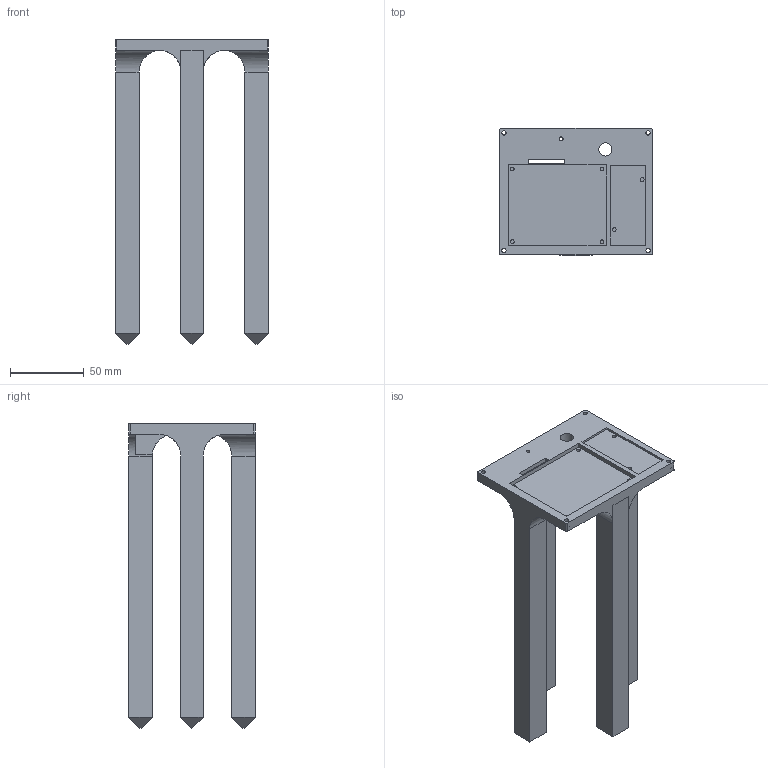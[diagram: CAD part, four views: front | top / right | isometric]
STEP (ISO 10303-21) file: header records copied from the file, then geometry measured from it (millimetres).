
FILE_DESCRIPTION(/* description */ (''),/* implementation_level */ '2;1');
FILE_NAME(/* name */ 'sensing_box_bottom.step',/* time_stamp */ '2026-02-27T00:31:50+09:00',/* author */ (''),/* organization */ (''),/* preprocessor_version */ 'ST-DEVELOPER v20.1',/* originating_system */ 'Autodesk Translation Framework v14.24.0.0',/* authorisation */ '');
FILE_SCHEMA (('AUTOMOTIVE_DESIGN { 1 0 10303 214 3 1 1 }'));
Length unit declared in the file: millimetre
Products named in the file (1): sensing_box
Bounding box: 104 x 86.03 x 207 mm (x, y, z)
Volume: 245487.9 mm3; surface area: 70120.1 mm2
Topology: 1 solids, 1 shells, 99 faces, 237 edges, 150 vertices
Faces by surface type: plane 66, cylinder 33
Full cylindrical faces by diameter (mm): 2.529 x7, 2.93 x4, 5 x4, 9 x1
Entity records: 2934 total; most frequent: CARTESIAN_POINT 513, DIRECTION 506, ORIENTED_EDGE 474, EDGE_CURVE 237, AXIS2_PLACEMENT_3D 170, LINE 166, VECTOR 166, VERTEX_POINT 150
